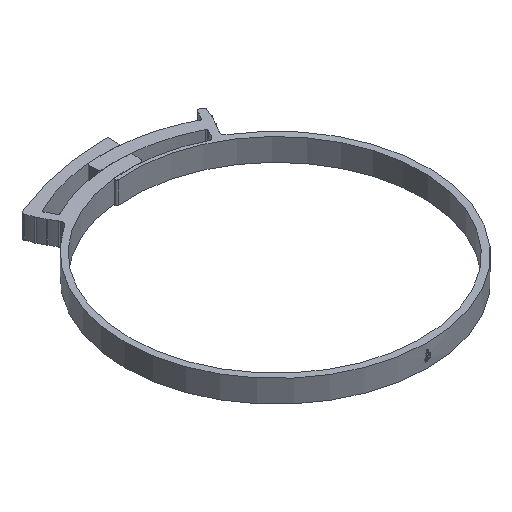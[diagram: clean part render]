
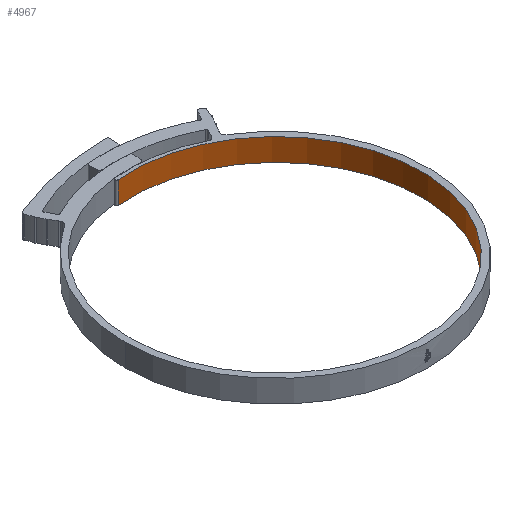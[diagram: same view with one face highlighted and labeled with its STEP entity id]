
A CAD part, isometric view. The second image highlights one B-rep face of the part: STEP entity #4967.
In plain terms, the highlighted cylindrical face has radius 60.95 mm (diameter 121.9 mm), a partial arc.
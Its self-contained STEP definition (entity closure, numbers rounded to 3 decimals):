
#156 = CARTESIAN_POINT ( 'NONE',  ( -60.95, 0., 4.7 ) ) ;
#197 = ORIENTED_EDGE ( 'NONE', *, *, #6310, .F. ) ;
#426 = DIRECTION ( 'NONE',  ( -1., 0., 0. ) ) ;
#476 = VECTOR ( 'NONE', #4278, 1000. ) ;
#533 = LINE ( 'NONE', #6327, #476 ) ;
#698 = DIRECTION ( 'NONE',  ( 0., 0., -1. ) ) ;
#1450 = VERTEX_POINT ( 'NONE', #5528 ) ;
#1494 = CARTESIAN_POINT ( 'NONE',  ( 0., 0., 4.7 ) ) ;
#1829 = ORIENTED_EDGE ( 'NONE', *, *, #5536, .F. ) ;
#1835 = EDGE_CURVE ( 'NONE', #1450, #4322, #533, .T. ) ;
#1923 = ORIENTED_EDGE ( 'NONE', *, *, #6391, .T. ) ;
#2082 = VERTEX_POINT ( 'NONE', #6553 ) ;
#2113 = VECTOR ( 'NONE', #4238, 1000. ) ;
#2397 = CARTESIAN_POINT ( 'NONE',  ( 0., 0., -4.7 ) ) ;
#3014 = CYLINDRICAL_SURFACE ( 'NONE', #3307, 60.95 ) ;
#3094 = AXIS2_PLACEMENT_3D ( 'NONE', #2397, #698, #3901 ) ;
#3307 = AXIS2_PLACEMENT_3D ( 'NONE', #1494, #4068, #3575 ) ;
#3449 = FACE_OUTER_BOUND ( 'NONE', #5662, .T. ) ;
#3575 = DIRECTION ( 'NONE',  ( -1., 0., 0. ) ) ;
#3714 = LINE ( 'NONE', #156, #2113 ) ;
#3794 = CARTESIAN_POINT ( 'NONE',  ( -60.95, 0., -4.7 ) ) ;
#3901 = DIRECTION ( 'NONE',  ( -1., 0., 0. ) ) ;
#4010 = DIRECTION ( 'NONE',  ( 0., 0., -1. ) ) ;
#4068 = DIRECTION ( 'NONE',  ( 0., 0., -1. ) ) ;
#4238 = DIRECTION ( 'NONE',  ( 0., 0., -1. ) ) ;
#4278 = DIRECTION ( 'NONE',  ( 0., 0., -1. ) ) ;
#4322 = VERTEX_POINT ( 'NONE', #5058 ) ;
#4378 = CIRCLE ( 'NONE', #5417, 60.95 ) ;
#4787 = CIRCLE ( 'NONE', #3094, 60.95 ) ;
#4967 = ADVANCED_FACE ( 'NONE', ( #3449 ), #3014, .F. ) ;
#5058 = CARTESIAN_POINT ( 'NONE',  ( -5.9, 60.664, -4.7 ) ) ;
#5061 = VERTEX_POINT ( 'NONE', #3794 ) ;
#5417 = AXIS2_PLACEMENT_3D ( 'NONE', #6500, #4010, #426 ) ;
#5528 = CARTESIAN_POINT ( 'NONE',  ( -5.9, 60.664, 4.7 ) ) ;
#5536 = EDGE_CURVE ( 'NONE', #2082, #5061, #3714, .T. ) ;
#5662 = EDGE_LOOP ( 'NONE', ( #1923, #1829, #197, #6272 ) ) ;
#6272 = ORIENTED_EDGE ( 'NONE', *, *, #1835, .T. ) ;
#6310 = EDGE_CURVE ( 'NONE', #1450, #2082, #4378, .T. ) ;
#6327 = CARTESIAN_POINT ( 'NONE',  ( -5.9, 60.664, 4.7 ) ) ;
#6391 = EDGE_CURVE ( 'NONE', #4322, #5061, #4787, .T. ) ;
#6500 = CARTESIAN_POINT ( 'NONE',  ( 0., 0., 4.7 ) ) ;
#6553 = CARTESIAN_POINT ( 'NONE',  ( -60.95, 0., 4.7 ) ) ;
